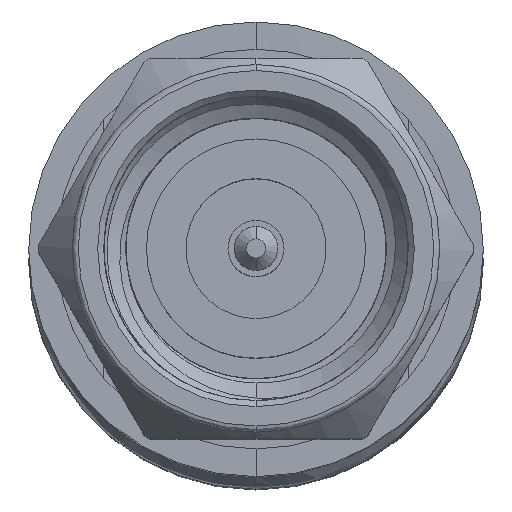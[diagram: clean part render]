
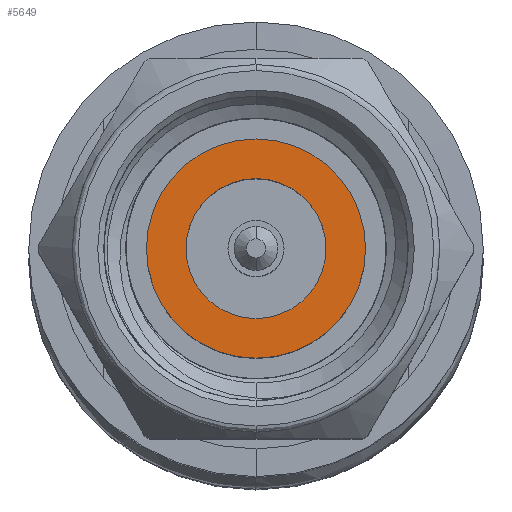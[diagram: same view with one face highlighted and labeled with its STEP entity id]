
A CAD part, top view. The second image highlights one B-rep face of the part: STEP entity #5649.
In plain terms, the highlighted face is planar.
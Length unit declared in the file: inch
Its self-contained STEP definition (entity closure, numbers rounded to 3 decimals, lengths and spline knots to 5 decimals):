
#235 = DIRECTION ( 'NONE',  ( -1., 0., 0. ) ) ;
#364 = CARTESIAN_POINT ( 'NONE',  ( 0.125, -0.05748, 0. ) ) ;
#404 = CARTESIAN_POINT ( 'NONE',  ( 0.125, -0.09, 0. ) ) ;
#799 = VERTEX_POINT ( 'NONE', #404 ) ;
#976 = CARTESIAN_POINT ( 'NONE',  ( 0.125, 0., 0. ) ) ;
#1030 = EDGE_CURVE ( 'NONE', #10103, #10116, #6537, .T. ) ;
#1473 = ORIENTED_EDGE ( 'NONE', *, *, #4955, .F. ) ;
#1618 = DIRECTION ( 'NONE',  ( 0., -1., 0. ) ) ;
#1634 = DIRECTION ( 'NONE',  ( -1., 0., 0. ) ) ;
#1746 = EDGE_CURVE ( 'NONE', #10243, #799, #1956, .T. ) ;
#1956 = CIRCLE ( 'NONE', #8257, 0.09 ) ;
#2279 = CARTESIAN_POINT ( 'NONE',  ( 0.125, 0.05748, 0. ) ) ;
#2642 = CARTESIAN_POINT ( 'NONE',  ( 0.125, 0., 0. ) ) ;
#2919 = ORIENTED_EDGE ( 'NONE', *, *, #1746, .T. ) ;
#2960 = CARTESIAN_POINT ( 'NONE',  ( 0.125, 0.09, 0. ) ) ;
#2966 = DIRECTION ( 'NONE',  ( 0., 0., 1. ) ) ;
#3187 = FACE_OUTER_BOUND ( 'NONE', #7491, .T. ) ;
#3247 = EDGE_CURVE ( 'NONE', #799, #10243, #6730, .T. ) ;
#4010 = CARTESIAN_POINT ( 'NONE',  ( 0.125, 0., 0. ) ) ;
#4419 = AXIS2_PLACEMENT_3D ( 'NONE', #10338, #8849, #2966 ) ;
#4707 = DIRECTION ( 'NONE',  ( -1., 0., 0. ) ) ;
#4918 = DIRECTION ( 'NONE',  ( 0., -1., 0. ) ) ;
#4955 = EDGE_CURVE ( 'NONE', #10116, #10103, #5436, .T. ) ;
#4979 = DIRECTION ( 'NONE',  ( 0., -1., 0. ) ) ;
#5267 = AXIS2_PLACEMENT_3D ( 'NONE', #9736, #4707, #4918 ) ;
#5436 = CIRCLE ( 'NONE', #5267, 0.05748 ) ;
#5649 = ADVANCED_FACE ( 'NONE', ( #3187, #7021 ), #6438, .T. ) ;
#5811 = DIRECTION ( 'NONE',  ( -1., 0., 0. ) ) ;
#6438 = PLANE ( 'NONE',  #4419 ) ;
#6537 = CIRCLE ( 'NONE', #8939, 0.05748 ) ;
#6730 = CIRCLE ( 'NONE', #9131, 0.09 ) ;
#7021 = FACE_BOUND ( 'NONE', #9646, .T. ) ;
#7062 = ORIENTED_EDGE ( 'NONE', *, *, #1030, .F. ) ;
#7274 = DIRECTION ( 'NONE',  ( 0., -1., 0. ) ) ;
#7491 = EDGE_LOOP ( 'NONE', ( #2919, #7582 ) ) ;
#7582 = ORIENTED_EDGE ( 'NONE', *, *, #3247, .T. ) ;
#8257 = AXIS2_PLACEMENT_3D ( 'NONE', #2642, #1634, #4979 ) ;
#8849 = DIRECTION ( 'NONE',  ( -1., 0., 0. ) ) ;
#8939 = AXIS2_PLACEMENT_3D ( 'NONE', #4010, #5811, #7274 ) ;
#9131 = AXIS2_PLACEMENT_3D ( 'NONE', #976, #235, #1618 ) ;
#9646 = EDGE_LOOP ( 'NONE', ( #1473, #7062 ) ) ;
#9736 = CARTESIAN_POINT ( 'NONE',  ( 0.125, 0., 0. ) ) ;
#10103 = VERTEX_POINT ( 'NONE', #364 ) ;
#10116 = VERTEX_POINT ( 'NONE', #2279 ) ;
#10243 = VERTEX_POINT ( 'NONE', #2960 ) ;
#10338 = CARTESIAN_POINT ( 'NONE',  ( 0.125, 0., 0. ) ) ;
